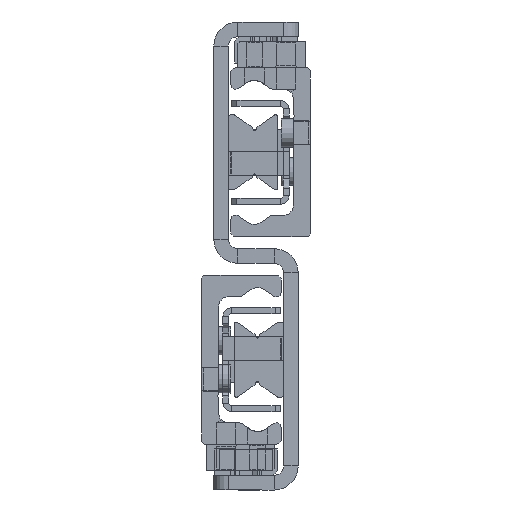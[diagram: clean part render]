
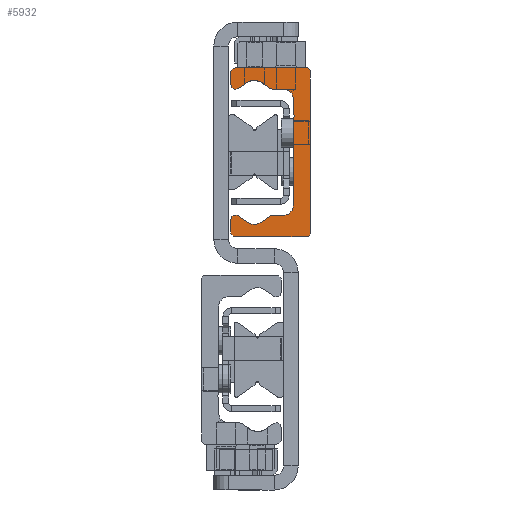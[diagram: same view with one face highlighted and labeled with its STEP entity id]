
A CAD part, left-side view. The second image highlights one B-rep face of the part: STEP entity #5932.
In plain terms, the highlighted planar face has unit normal (-1, 0, 0).
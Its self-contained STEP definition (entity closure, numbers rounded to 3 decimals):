
#4696=CARTESIAN_POINT('',(0.0,4.75,-11.1));
#4697=VERTEX_POINT('',#4696);
#4704=CARTESIAN_POINT('',(0.0,2.75,-13.1));
#4705=VERTEX_POINT('',#4704);
#4706=CARTESIAN_POINT('',(0.0,2.75,-11.1));
#4707=DIRECTION('',(-1.0,0.0,0.0));
#4708=DIRECTION('',(0.0,0.0,1.0));
#4709=AXIS2_PLACEMENT_3D('',#4706,#4707,#4708);
#4710=CIRCLE('',#4709,2.);
#4711=EDGE_CURVE('',#4697,#4705,#4710,.T.);
#4900=CARTESIAN_POINT('',(0.0,-0.14,-13.281));
#4901=VERTEX_POINT('',#4900);
#4908=CARTESIAN_POINT('',(0.0,-1.916,-14.524));
#4909=VERTEX_POINT('',#4908);
#4910=CARTESIAN_POINT('',(0.0,-0.14,-13.281));
#4911=DIRECTION('',(0.0,-0.819,-0.574));
#4912=VECTOR('',#4911,2.168);
#4913=LINE('',#4910,#4912);
#4914=EDGE_CURVE('',#4901,#4909,#4913,.T.);
#5039=CARTESIAN_POINT('',(0.0,8.25,16.85));
#5040=VERTEX_POINT('',#5039);
#5047=CARTESIAN_POINT('',(0.0,7.6,17.5));
#5048=VERTEX_POINT('',#5047);
#5049=CARTESIAN_POINT('',(0.0,7.6,16.85));
#5050=DIRECTION('',(1.0,0.0,0.0));
#5051=DIRECTION('',(0.0,1.0,0.0));
#5052=AXIS2_PLACEMENT_3D('',#5049,#5050,#5051);
#5053=CIRCLE('',#5052,0.65);
#5054=EDGE_CURVE('',#5040,#5048,#5053,.T.);
#5078=CARTESIAN_POINT('',(0.0,8.25,-16.85));
#5079=VERTEX_POINT('',#5078);
#5086=CARTESIAN_POINT('',(0.0,8.25,-16.85));
#5087=DIRECTION('',(0.0,0.0,1.0));
#5088=VECTOR('',#5087,33.7);
#5089=LINE('',#5086,#5088);
#5090=EDGE_CURVE('',#5079,#5040,#5089,.T.);
#5167=CARTESIAN_POINT('',(0.0,7.6,-17.5));
#5168=VERTEX_POINT('',#5167);
#5175=CARTESIAN_POINT('',(0.0,7.6,-16.85));
#5176=DIRECTION('',(1.0,0.0,0.0));
#5177=DIRECTION('',(0.0,0.0,-1.0));
#5178=AXIS2_PLACEMENT_3D('',#5175,#5176,#5177);
#5179=CIRCLE('',#5178,0.65);
#5180=EDGE_CURVE('',#5168,#5079,#5179,.T.);
#5199=CARTESIAN_POINT('',(0.0,-7.25,-17.5));
#5200=VERTEX_POINT('',#5199);
#5207=CARTESIAN_POINT('',(0.0,-7.25,-17.5));
#5208=DIRECTION('',(0.0,1.0,0.0));
#5209=VECTOR('',#5208,14.85);
#5210=LINE('',#5207,#5209);
#5211=EDGE_CURVE('',#5200,#5168,#5210,.T.);
#5243=CARTESIAN_POINT('',(0.0,-8.25,-16.5));
#5244=VERTEX_POINT('',#5243);
#5251=CARTESIAN_POINT('',(0.0,-7.25,-16.5));
#5252=DIRECTION('',(1.0,0.0,0.0));
#5253=DIRECTION('',(0.0,-1.0,0.0));
#5254=AXIS2_PLACEMENT_3D('',#5251,#5252,#5253);
#5255=CIRCLE('',#5254,1.);
#5256=EDGE_CURVE('',#5244,#5200,#5255,.T.);
#5275=CARTESIAN_POINT('',(0.0,-8.25,-13.98));
#5276=VERTEX_POINT('',#5275);
#5283=CARTESIAN_POINT('',(0.0,-8.25,-13.98));
#5284=DIRECTION('',(0.0,0.0,-1.0));
#5285=VECTOR('',#5284,2.52);
#5286=LINE('',#5283,#5285);
#5287=EDGE_CURVE('',#5276,#5244,#5286,.T.);
#5307=CARTESIAN_POINT('',(0.0,-6.708,-13.177));
#5308=VERTEX_POINT('',#5307);
#5315=CARTESIAN_POINT('',(0.0,-7.27,-13.98));
#5316=DIRECTION('',(1.0,0.0,0.0));
#5317=DIRECTION('',(0.0,0.574,0.819));
#5318=AXIS2_PLACEMENT_3D('',#5315,#5316,#5317);
#5319=CIRCLE('',#5318,0.98);
#5320=EDGE_CURVE('',#5308,#5276,#5319,.T.);
#5332=CARTESIAN_POINT('',(0.0,-4.784,-14.524));
#5333=VERTEX_POINT('',#5332);
#5340=CARTESIAN_POINT('',(0.0,-4.784,-14.524));
#5341=DIRECTION('',(0.0,-0.819,0.574));
#5342=VECTOR('',#5341,2.349);
#5343=LINE('',#5340,#5342);
#5344=EDGE_CURVE('',#5333,#5308,#5343,.T.);
#5366=CARTESIAN_POINT('',(0.0,-3.35,-12.477));
#5367=DIRECTION('',(-1.0,0.0,0.0));
#5368=DIRECTION('',(0.0,0.574,0.819));
#5369=AXIS2_PLACEMENT_3D('',#5366,#5367,#5368);
#5370=CIRCLE('',#5369,2.5);
#5371=EDGE_CURVE('',#4909,#5333,#5370,.T.);
#5391=CARTESIAN_POINT('',(0.0,0.433,-13.1));
#5392=VERTEX_POINT('',#5391);
#5399=CARTESIAN_POINT('',(0.0,0.433,-14.1));
#5400=DIRECTION('',(1.0,0.0,0.0));
#5401=DIRECTION('',(0.0,0.0,1.0));
#5402=AXIS2_PLACEMENT_3D('',#5399,#5400,#5401);
#5403=CIRCLE('',#5402,1.);
#5404=EDGE_CURVE('',#5392,#4901,#5403,.T.);
#5419=CARTESIAN_POINT('',(0.0,2.75,-13.1));
#5420=DIRECTION('',(0.0,-1.0,0.0));
#5421=VECTOR('',#5420,2.317);
#5422=LINE('',#5419,#5421);
#5423=EDGE_CURVE('',#4705,#5392,#5422,.T.);
#5449=CARTESIAN_POINT('',(0.0,4.75,-7.75));
#5450=VERTEX_POINT('',#5449);
#5457=CARTESIAN_POINT('',(0.0,4.75,-7.75));
#5458=DIRECTION('',(0.0,0.0,-1.0));
#5459=VECTOR('',#5458,3.35);
#5460=LINE('',#5457,#5459);
#5461=EDGE_CURVE('',#5450,#4697,#5460,.T.);
#5481=CARTESIAN_POINT('',(0.0,4.75,-7.25));
#5482=VERTEX_POINT('',#5481);
#5489=CARTESIAN_POINT('',(0.0,4.75,-7.5));
#5490=DIRECTION('',(-1.0,0.0,0.0));
#5491=DIRECTION('',(0.0,0.0,1.0));
#5492=AXIS2_PLACEMENT_3D('',#5489,#5490,#5491);
#5493=CIRCLE('',#5492,0.25);
#5494=EDGE_CURVE('',#5482,#5450,#5493,.T.);
#5513=CARTESIAN_POINT('',(0.0,4.75,11.1));
#5514=VERTEX_POINT('',#5513);
#5521=CARTESIAN_POINT('',(0.0,4.75,11.1));
#5522=DIRECTION('',(0.0,0.0,-1.0));
#5523=VECTOR('',#5522,18.35);
#5524=LINE('',#5521,#5523);
#5525=EDGE_CURVE('',#5514,#5482,#5524,.T.);
#5602=CARTESIAN_POINT('',(0.0,2.75,13.1));
#5603=VERTEX_POINT('',#5602);
#5610=CARTESIAN_POINT('',(0.0,2.75,11.1));
#5611=DIRECTION('',(-1.0,0.0,0.0));
#5612=DIRECTION('',(0.0,-1.0,0.0));
#5613=AXIS2_PLACEMENT_3D('',#5610,#5611,#5612);
#5614=CIRCLE('',#5613,2.);
#5615=EDGE_CURVE('',#5603,#5514,#5614,.T.);
#5634=CARTESIAN_POINT('',(0.0,0.433,13.1));
#5635=VERTEX_POINT('',#5634);
#5642=CARTESIAN_POINT('',(0.0,0.433,13.1));
#5643=DIRECTION('',(0.0,1.0,0.0));
#5644=VECTOR('',#5643,2.317);
#5645=LINE('',#5642,#5644);
#5646=EDGE_CURVE('',#5635,#5603,#5645,.T.);
#5666=CARTESIAN_POINT('',(0.0,-0.14,13.281));
#5667=VERTEX_POINT('',#5666);
#5674=CARTESIAN_POINT('',(0.0,0.433,14.1));
#5675=DIRECTION('',(1.0,0.0,0.0));
#5676=DIRECTION('',(0.0,-0.574,-0.819));
#5677=AXIS2_PLACEMENT_3D('',#5674,#5675,#5676);
#5678=CIRCLE('',#5677,1.);
#5679=EDGE_CURVE('',#5667,#5635,#5678,.T.);
#5698=CARTESIAN_POINT('',(0.0,-1.916,14.524));
#5699=VERTEX_POINT('',#5698);
#5706=CARTESIAN_POINT('',(0.0,-1.916,14.524));
#5707=DIRECTION('',(0.0,0.819,-0.574));
#5708=VECTOR('',#5707,2.168);
#5709=LINE('',#5706,#5708);
#5710=EDGE_CURVE('',#5699,#5667,#5709,.T.);
#5730=CARTESIAN_POINT('',(0.0,-4.784,14.524));
#5731=VERTEX_POINT('',#5730);
#5738=CARTESIAN_POINT('',(0.0,-3.35,12.477));
#5739=DIRECTION('',(-1.0,0.0,0.0));
#5740=DIRECTION('',(0.0,-0.574,-0.819));
#5741=AXIS2_PLACEMENT_3D('',#5738,#5739,#5740);
#5742=CIRCLE('',#5741,2.5);
#5743=EDGE_CURVE('',#5731,#5699,#5742,.T.);
#5762=CARTESIAN_POINT('',(0.0,-6.708,13.177));
#5763=VERTEX_POINT('',#5762);
#5770=CARTESIAN_POINT('',(0.0,-6.708,13.177));
#5771=DIRECTION('',(0.0,0.819,0.574));
#5772=VECTOR('',#5771,2.349);
#5773=LINE('',#5770,#5772);
#5774=EDGE_CURVE('',#5763,#5731,#5773,.T.);
#5794=CARTESIAN_POINT('',(0.0,-8.25,13.98));
#5795=VERTEX_POINT('',#5794);
#5802=CARTESIAN_POINT('',(0.0,-7.27,13.98));
#5803=DIRECTION('',(1.0,0.0,0.0));
#5804=DIRECTION('',(0.0,-1.0,0.0));
#5805=AXIS2_PLACEMENT_3D('',#5802,#5803,#5804);
#5806=CIRCLE('',#5805,0.98);
#5807=EDGE_CURVE('',#5795,#5763,#5806,.T.);
#5826=CARTESIAN_POINT('',(0.0,-8.25,16.5));
#5827=VERTEX_POINT('',#5826);
#5834=CARTESIAN_POINT('',(0.0,-8.25,16.5));
#5835=DIRECTION('',(0.0,0.0,-1.0));
#5836=VECTOR('',#5835,2.52);
#5837=LINE('',#5834,#5836);
#5838=EDGE_CURVE('',#5827,#5795,#5837,.T.);
#5858=CARTESIAN_POINT('',(0.0,-7.25,17.5));
#5859=VERTEX_POINT('',#5858);
#5866=CARTESIAN_POINT('',(0.0,-7.25,16.5));
#5867=DIRECTION('',(1.0,0.0,0.0));
#5868=DIRECTION('',(0.0,0.0,1.0));
#5869=AXIS2_PLACEMENT_3D('',#5866,#5867,#5868);
#5870=CIRCLE('',#5869,1.);
#5871=EDGE_CURVE('',#5859,#5827,#5870,.T.);
#5889=CARTESIAN_POINT('',(0.0,7.6,17.5));
#5890=DIRECTION('',(0.0,-1.0,0.0));
#5891=VECTOR('',#5890,14.85);
#5892=LINE('',#5889,#5891);
#5893=EDGE_CURVE('',#5048,#5859,#5892,.T.);
#5899=CARTESIAN_POINT('',(0.0,2.258,-0.017));
#5900=DIRECTION('',(1.0,0.0,0.0));
#5901=DIRECTION('',(0.0,0.0,-1.0));
#5902=AXIS2_PLACEMENT_3D('',#5899,#5900,#5901);
#5903=PLANE('',#5902);
#5904=ORIENTED_EDGE('',*,*,#5893,.F.);
#5905=ORIENTED_EDGE('',*,*,#5054,.F.);
#5906=ORIENTED_EDGE('',*,*,#5090,.F.);
#5907=ORIENTED_EDGE('',*,*,#5180,.F.);
#5908=ORIENTED_EDGE('',*,*,#5211,.F.);
#5909=ORIENTED_EDGE('',*,*,#5256,.F.);
#5910=ORIENTED_EDGE('',*,*,#5287,.F.);
#5911=ORIENTED_EDGE('',*,*,#5320,.F.);
#5912=ORIENTED_EDGE('',*,*,#5344,.F.);
#5913=ORIENTED_EDGE('',*,*,#5371,.F.);
#5914=ORIENTED_EDGE('',*,*,#4914,.F.);
#5915=ORIENTED_EDGE('',*,*,#5404,.F.);
#5916=ORIENTED_EDGE('',*,*,#5423,.F.);
#5917=ORIENTED_EDGE('',*,*,#4711,.F.);
#5918=ORIENTED_EDGE('',*,*,#5461,.F.);
#5919=ORIENTED_EDGE('',*,*,#5494,.F.);
#5920=ORIENTED_EDGE('',*,*,#5525,.F.);
#5921=ORIENTED_EDGE('',*,*,#5615,.F.);
#5922=ORIENTED_EDGE('',*,*,#5646,.F.);
#5923=ORIENTED_EDGE('',*,*,#5679,.F.);
#5924=ORIENTED_EDGE('',*,*,#5710,.F.);
#5925=ORIENTED_EDGE('',*,*,#5743,.F.);
#5926=ORIENTED_EDGE('',*,*,#5774,.F.);
#5927=ORIENTED_EDGE('',*,*,#5807,.F.);
#5928=ORIENTED_EDGE('',*,*,#5838,.F.);
#5929=ORIENTED_EDGE('',*,*,#5871,.F.);
#5930=EDGE_LOOP('',(#5904,#5905,#5906,#5907,#5908,#5909,#5910,#5911,#5912,#5913,#5914,#5915,#5916,#5917,#5918,#5919,#5920,#5921,#5922,#5923,#5924,#5925,#5926,#5927,#5928,#5929));
#5931=FACE_OUTER_BOUND('',#5930,.T.);
#5932=ADVANCED_FACE('',(#5931),#5903,.F.);
